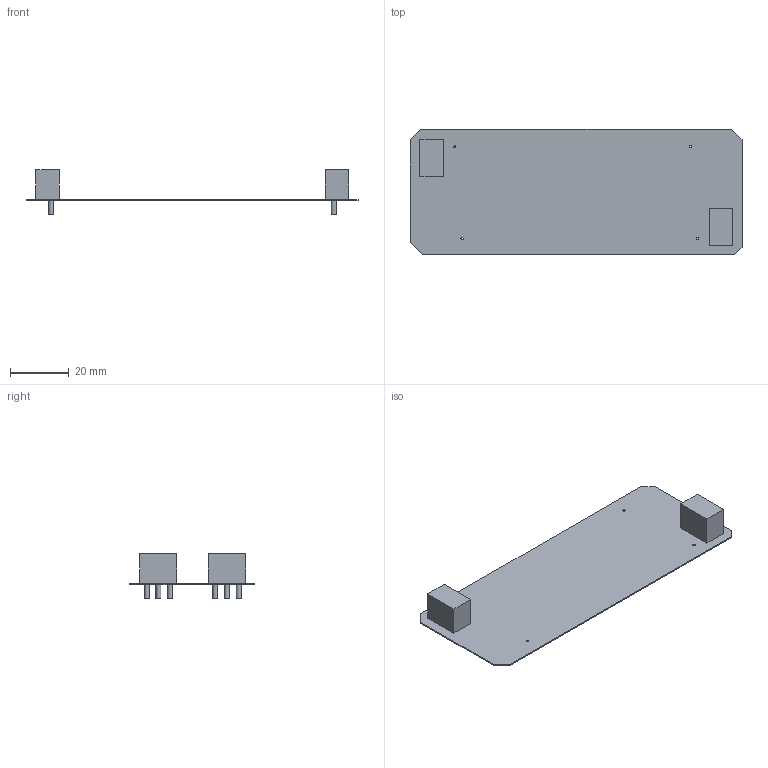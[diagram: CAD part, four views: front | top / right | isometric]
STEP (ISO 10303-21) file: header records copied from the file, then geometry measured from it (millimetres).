
FILE_DESCRIPTION(('Open CASCADE Model'),'2;1');
FILE_NAME('Open CASCADE Shape Model','2022-03-15T15:51:33',('Author'),( 'Open CASCADE'),'Open CASCADE STEP processor 6.8','Open CASCADE 6.8' ,'Unknown');
FILE_SCHEMA(('AUTOMOTIVE_DESIGN { 1 0 10303 214 1 1 1 1 }'));
Length unit declared in the file: millimetre
Products named in the file (1): PCB
Bounding box: 112.78 x 42.57 x 15.1 mm (x, y, z)
Volume: 4043.5 mm3; surface area: 11068.2 mm2
Topology: 9 solids, 9 shells, 53 faces, 105 edges, 70 vertices
Faces by surface type: plane 35, cylinder 18
Full cylindrical faces by diameter (mm): 0.762 x4, 1.7 x8, 1.9 x6
Entity records: 1484 total; most frequent: DIRECTION 249, CARTESIAN_POINT 229, ORIENTED_EDGE 210, EDGE_CURVE 105, AXIS2_PLACEMENT_3D 90, FACE_BOUND 77, EDGE_LOOP 77, VERTEX_POINT 70
